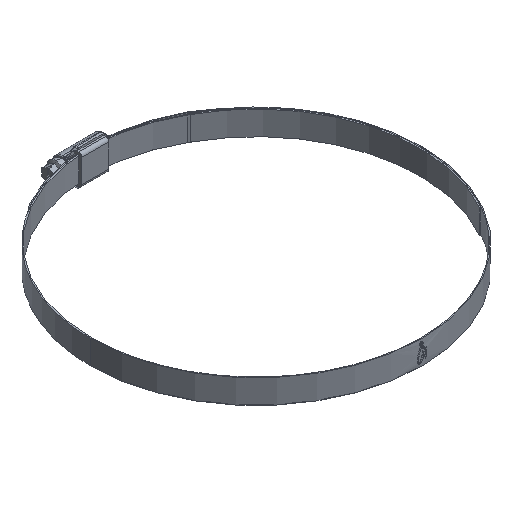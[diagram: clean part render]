
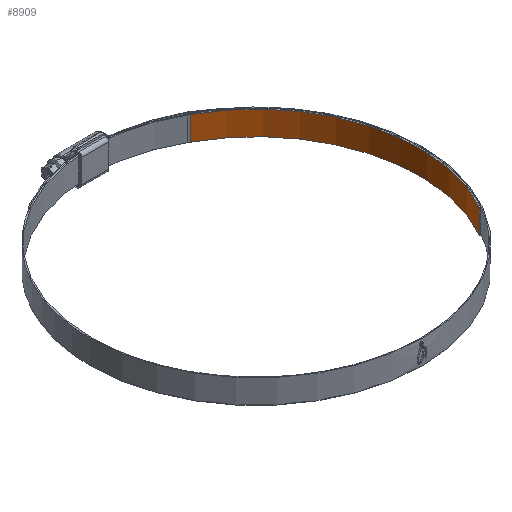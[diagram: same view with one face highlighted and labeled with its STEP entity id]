
A CAD part, isometric view. The second image highlights one B-rep face of the part: STEP entity #8909.
In plain terms, the highlighted cylindrical face has radius 108.5 mm (diameter 217 mm), a partial arc.
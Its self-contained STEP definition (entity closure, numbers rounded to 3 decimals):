
#8 = LINE ( 'NONE', #1591, #6005 ) ;
#130 = VERTEX_POINT ( 'NONE', #7755 ) ;
#198 = ORIENTED_EDGE ( 'NONE', *, *, #7060, .F. ) ;
#205 = DIRECTION ( 'NONE',  ( 0., 0., -1. ) ) ;
#379 = DIRECTION ( 'NONE',  ( 0., 0., 1. ) ) ;
#1591 = CARTESIAN_POINT ( 'NONE',  ( 51.717, 95.381, 7.95 ) ) ;
#1733 = DIRECTION ( 'NONE',  ( 0., 0., -1. ) ) ;
#1840 = AXIS2_PLACEMENT_3D ( 'NONE', #2040, #379, #5796 ) ;
#1889 = CARTESIAN_POINT ( 'NONE',  ( 93.964, -54.25, 7.95 ) ) ;
#2040 = CARTESIAN_POINT ( 'NONE',  ( 0., 0., -7.95 ) ) ;
#2443 = EDGE_CURVE ( 'NONE', #5493, #7606, #2445, .T. ) ;
#2445 = CIRCLE ( 'NONE', #8198, 108.5 ) ;
#3161 = CARTESIAN_POINT ( 'NONE',  ( 93.964, -54.25, 7.95 ) ) ;
#3887 = VERTEX_POINT ( 'NONE', #4954 ) ;
#4954 = CARTESIAN_POINT ( 'NONE',  ( 51.717, 95.381, -7.95 ) ) ;
#5055 = CARTESIAN_POINT ( 'NONE',  ( 0., 0., 7.95 ) ) ;
#5204 = EDGE_CURVE ( 'NONE', #5493, #130, #8794, .T. ) ;
#5493 = VERTEX_POINT ( 'NONE', #1889 ) ;
#5756 = ORIENTED_EDGE ( 'NONE', *, *, #9715, .T. ) ;
#5761 = VECTOR ( 'NONE', #1733, 1000. ) ;
#5796 = DIRECTION ( 'NONE',  ( 1., 0., 0. ) ) ;
#5911 = ORIENTED_EDGE ( 'NONE', *, *, #2443, .T. ) ;
#5964 = AXIS2_PLACEMENT_3D ( 'NONE', #5055, #205, #8969 ) ;
#6005 = VECTOR ( 'NONE', #7053, 1000. ) ;
#6166 = CARTESIAN_POINT ( 'NONE',  ( 51.717, 95.381, 7.95 ) ) ;
#6488 = CYLINDRICAL_SURFACE ( 'NONE', #5964, 108.5 ) ;
#6537 = FACE_OUTER_BOUND ( 'NONE', #8858, .T. ) ;
#6668 = DIRECTION ( 'NONE',  ( 1., 0., 0. ) ) ;
#7053 = DIRECTION ( 'NONE',  ( 0., 0., -1. ) ) ;
#7060 = EDGE_CURVE ( 'NONE', #130, #3887, #9231, .T. ) ;
#7594 = CARTESIAN_POINT ( 'NONE',  ( 0., 0., 7.95 ) ) ;
#7606 = VERTEX_POINT ( 'NONE', #6166 ) ;
#7755 = CARTESIAN_POINT ( 'NONE',  ( 93.964, -54.25, -7.95 ) ) ;
#8198 = AXIS2_PLACEMENT_3D ( 'NONE', #7594, #8428, #6668 ) ;
#8428 = DIRECTION ( 'NONE',  ( 0., 0., 1. ) ) ;
#8794 = LINE ( 'NONE', #3161, #5761 ) ;
#8858 = EDGE_LOOP ( 'NONE', ( #198, #9033, #5911, #5756 ) ) ;
#8909 = ADVANCED_FACE ( 'NONE', ( #6537 ), #6488, .F. ) ;
#8969 = DIRECTION ( 'NONE',  ( -1., 0., 0. ) ) ;
#9033 = ORIENTED_EDGE ( 'NONE', *, *, #5204, .F. ) ;
#9231 = CIRCLE ( 'NONE', #1840, 108.5 ) ;
#9715 = EDGE_CURVE ( 'NONE', #7606, #3887, #8, .T. ) ;
